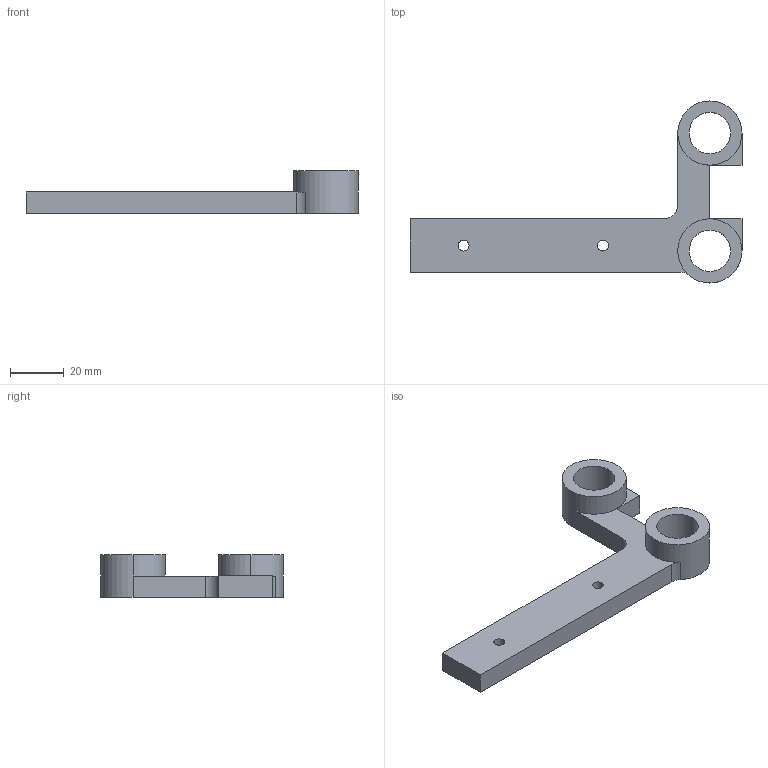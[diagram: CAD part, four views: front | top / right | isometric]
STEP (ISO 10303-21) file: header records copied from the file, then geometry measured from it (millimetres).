
FILE_DESCRIPTION (( 'STEP AP214' ), '1' );
FILE_NAME ('Gripper arm left.STEP', '2021-07-28T14:18:51', ( '' ), ( '' ), 'SwSTEP 2.0', 'SolidWorks 2019', '' );
FILE_SCHEMA (( 'AUTOMOTIVE_DESIGN' ));
Length unit declared in the file: millimetre
Products named in the file (1): Gripper arm left
Bounding box: 124 x 68 x 16 mm (x, y, z)
Volume: 27180.2 mm3; surface area: 11915.2 mm2
Topology: 1 solids, 1 shells, 32 faces, 80 edges, 51 vertices
Faces by surface type: cylinder 16, plane 16
Entity records: 1013 total; most frequent: DIRECTION 181, CARTESIAN_POINT 164, ORIENTED_EDGE 160, EDGE_CURVE 80, AXIS2_PLACEMENT_3D 68, VERTEX_POINT 51, LINE 45, VECTOR 45
